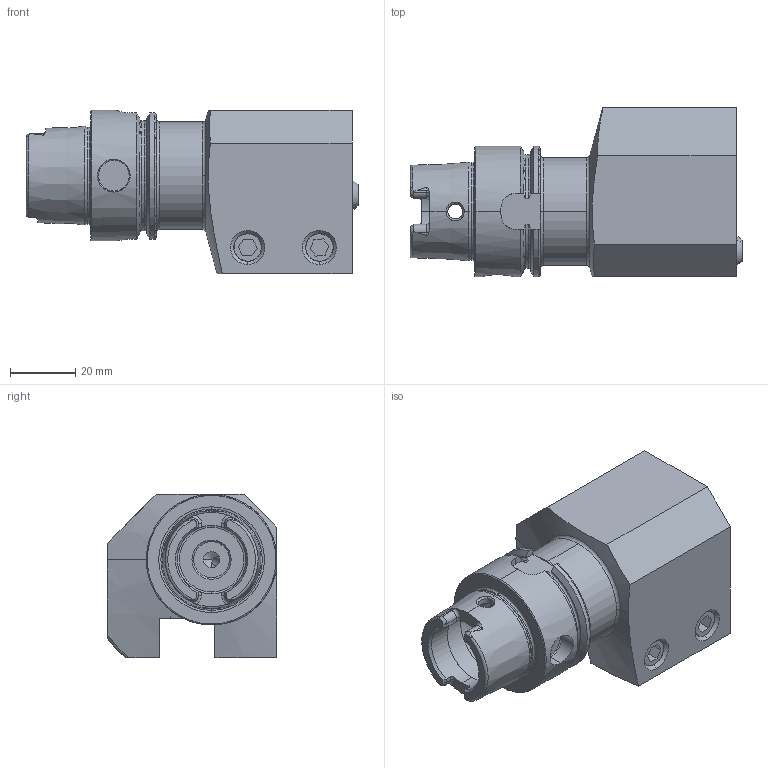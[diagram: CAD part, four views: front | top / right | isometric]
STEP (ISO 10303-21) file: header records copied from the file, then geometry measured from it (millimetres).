
FILE_DESCRIPTION (( 'STEP AP214' ), '1' );
FILE_NAME ('HA4.V16.R1X.080.STEP', '2025-04-07T08:30:55', ( '' ), ( '' ), 'SwSTEP 2.0', 'SolidWorks 2022', '' );
FILE_SCHEMA (( 'AUTOMOTIVE_DESIGN' ));
Length unit declared in the file: millimetre
Products named in the file (6): HA4.V16.R1X.080; KU1-U12.001.010_1; HA4-V16.R1X.080_A_Fertigbearbeitung; ISO 4026 - M10 x 18; KU1-U12.001.010_2; KU1-U12.001.010
Assembly tree (6 placements, depth 3):
  HA4.V16.R1X.080
    HA4-V16.R1X.080_A_Fertigbearbeitung
    ISO 4026 - M10 x 18  x2
    KU1-U12.001.010
      KU1-U12.001.010_1
      KU1-U12.001.010_2
Bounding box: 101.7 x 52 x 50 mm (x, y, z)
Volume: 130100.5 mm3; surface area: 27485.2 mm2
Topology: 5 solids, 5 shells, 247 faces, 645 edges, 403 vertices
Faces by surface type: plane 80, cylinder 71, cone 52, torus 36, bspline 4, sphere 4
Entity records: 9775 total; most frequent: CARTESIAN_POINT 2727, ORIENTED_EDGE 1198, DIRECTION 1164, EDGE_CURVE 599, AXIS2_PLACEMENT_3D 471, VERTEX_POINT 377, EDGE_LOOP 248, CIRCLE 233
